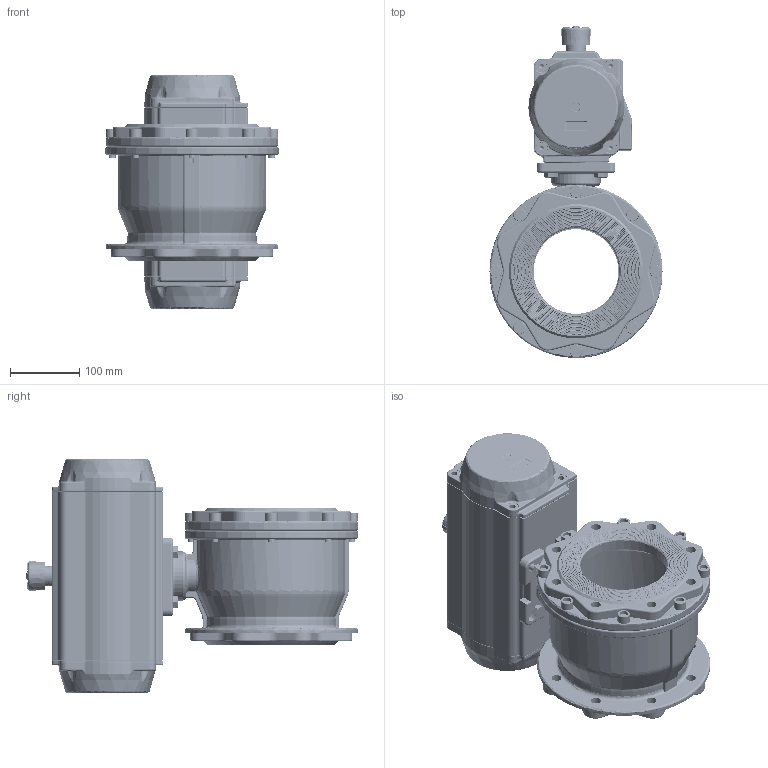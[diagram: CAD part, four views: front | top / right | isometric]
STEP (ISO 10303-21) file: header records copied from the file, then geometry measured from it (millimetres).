
FILE_DESCRIPTION(/* description */ ('Unknown'),/* implementation_level */ '2;1');
FILE_NAME(/* name */ 'PD08 0939-13',/* time_stamp */ '2025-03-19T11:29:17+01:00',/* author */ ('Unknown'),/* organization */ ('Unknown'),/* preprocessor_version */ 'ST-DEVELOPER v19.4',/* originating_system */ 'Solid Edge',/* authorisation */ 'Unknown');
FILE_SCHEMA (('AUTOMOTIVE_DESIGN {1 0 10303 214 3 1 1}'));
Length unit declared in the file: millimetre
Products named in the file (20): PD08 0939-13; 939-13_(8M.460.125); Body Gasket; Nut; Bolt; Body1; Nut Stopper; Stem; Cap; PD08_PE07; VTE125埴詰; vt125-2016-06-25; vt125-2016-06-25   酘傷裔_MIR; VT125-03-01   活塞; VT125-3 粣; Optische Anzeige; ______; ________(___________; cup head nib bolts with large head gb_GB_FASTENER_BOLT_CHNBW M6X25-N; DIN 933 M10x25 A2-70 BLK_EDST
Assembly tree (33 placements, depth 4):
  PD08 0939-13
    939-13_(8M.460.125)
      Body Gasket
      Nut
      Bolt  x8
      Body1
      Nut Stopper
      Stem
      Cap
    PD08_PE07
      VTE125埴詰
      vt125-2016-06-25
      vt125-2016-06-25   酘傷裔_MIR
      VT125-03-01   活塞  x2
      VT125-3 粣
      Optische Anzeige
        ______
        ________(___________  x4
        cup head nib bolts with large head gb_GB_FASTENER_BOLT_CHNBW M6X25-N
    DIN 933 M10x25 A2-70 BLK_EDST  x4
Bounding box: 250 x 479.5 x 337 mm (x, y, z)
Volume: 6259114.7 mm3; surface area: 1200388.4 mm2
Topology: 30 solids, 30 shells, 3820 faces, 9374 edges, 5707 vertices
Faces by surface type: cylinder 1072, plane 1070, bspline 767, torus 585, cone 269, sphere 57
Full cylindrical faces by diameter (mm): 3 x16, 3.3 x8, 4.134 x8, 4.66 x1, 4.917 x1, 6 x1, 6.2 x1, 6.647 x12, 7 x1, 8.376 x4, 10 x12, 10.106 x2, 10.3 x8, 11.445 x2, 12 x8, 13 x10, 14.2 x16, 17 x12, 17.5 x2, 18 x8, 22.8 x1, 25 x1, 26 x2, 26.4 x1, 27 x4, 27.2 x1, 28.2 x1, 30 x5, 34 x1, 35 x1
Entity records: 147920 total; most frequent: CARTESIAN_POINT 84089, ORIENTED_EDGE 13714, DIRECTION 11781, EDGE_CURVE 6857, AXIS2_PLACEMENT_3D 4682, VERTEX_POINT 4394, FACE_BOUND 3513, EDGE_LOOP 3491
